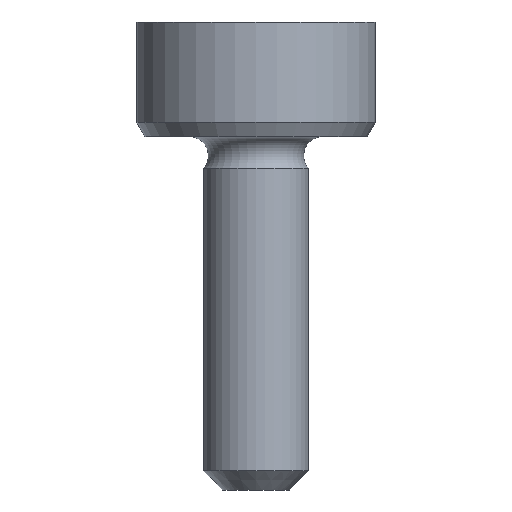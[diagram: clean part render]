
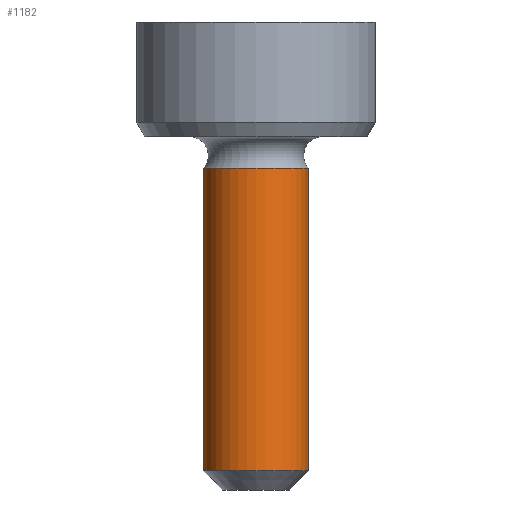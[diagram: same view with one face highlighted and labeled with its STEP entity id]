
A CAD part, front view. The second image highlights one B-rep face of the part: STEP entity #1182.
In plain terms, the highlighted cylindrical face has radius 0.55 mm (diameter 1.1 mm), a full revolution.
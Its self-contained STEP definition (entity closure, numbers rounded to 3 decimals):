
#16=CYLINDRICAL_SURFACE('',#1243,0.55);
#33=CIRCLE('',#1242,0.55);
#34=CIRCLE('',#1244,0.55);
#35=CIRCLE('',#1245,0.55);
#124=FACE_OUTER_BOUND('',#194,.T.);
#194=EDGE_LOOP('',(#1056,#1057,#1058,#1059,#1060));
#281=LINE('',#2431,#364);
#364=VECTOR('',#1407,0.55);
#553=VERTEX_POINT('',#2423);
#554=VERTEX_POINT('',#2427);
#555=VERTEX_POINT('',#2428);
#723=EDGE_CURVE('',#553,#553,#33,.T.);
#725=EDGE_CURVE('',#554,#555,#34,.T.);
#726=EDGE_CURVE('',#555,#554,#35,.T.);
#727=EDGE_CURVE('',#555,#553,#281,.T.);
#1056=ORIENTED_EDGE('',*,*,#725,.F.);
#1057=ORIENTED_EDGE('',*,*,#726,.F.);
#1058=ORIENTED_EDGE('',*,*,#727,.T.);
#1059=ORIENTED_EDGE('',*,*,#723,.T.);
#1060=ORIENTED_EDGE('',*,*,#727,.F.);
#1182=ADVANCED_FACE('',(#124),#16,.T.);
#1242=AXIS2_PLACEMENT_3D('',#2424,#1398,#1399);
#1243=AXIS2_PLACEMENT_3D('',#2426,#1401,#1402);
#1244=AXIS2_PLACEMENT_3D('',#2429,#1403,#1404);
#1245=AXIS2_PLACEMENT_3D('',#2430,#1405,#1406);
#1398=DIRECTION('center_axis',(0.,0.,1.));
#1399=DIRECTION('ref_axis',(0.,-1.,0.));
#1401=DIRECTION('center_axis',(0.,0.,1.));
#1402=DIRECTION('ref_axis',(0.,-1.,0.));
#1403=DIRECTION('center_axis',(0.,0.,1.));
#1404=DIRECTION('ref_axis',(0.,-1.,0.));
#1405=DIRECTION('center_axis',(0.,0.,1.));
#1406=DIRECTION('ref_axis',(0.,-1.,0.));
#1407=DIRECTION('',(0.,0.,-1.));
#2423=CARTESIAN_POINT('',(0.,0.55,-3.5));
#2424=CARTESIAN_POINT('Origin',(0.,0.,-3.5));
#2426=CARTESIAN_POINT('Origin',(0.,0.,-1.916));
#2427=CARTESIAN_POINT('',(-0.55,0.,-0.332));
#2428=CARTESIAN_POINT('',(0.,0.55,-0.332));
#2429=CARTESIAN_POINT('Origin',(0.,0.,-0.332));
#2430=CARTESIAN_POINT('Origin',(0.,0.,-0.332));
#2431=CARTESIAN_POINT('',(0.,0.55,-1.916));
